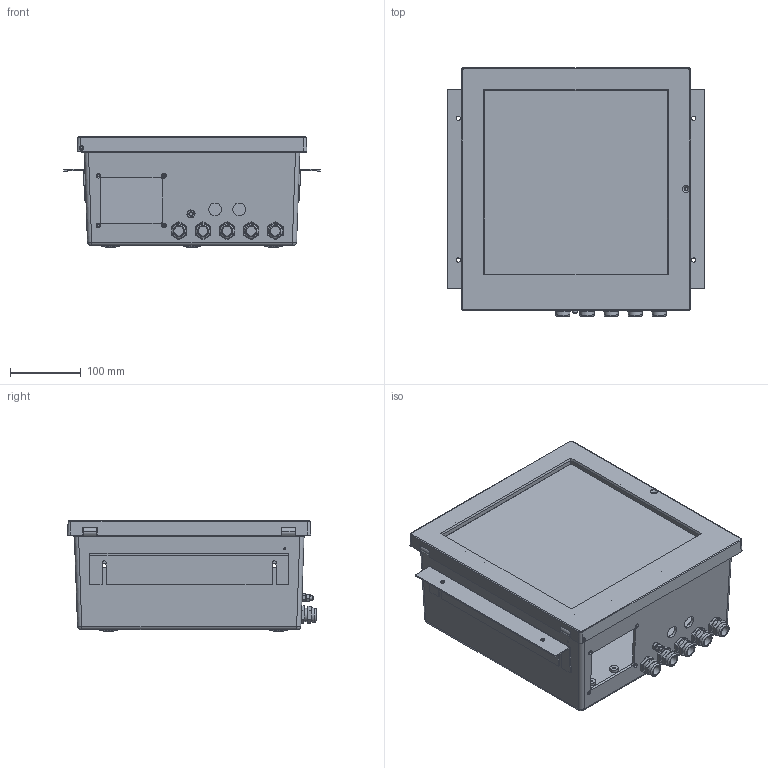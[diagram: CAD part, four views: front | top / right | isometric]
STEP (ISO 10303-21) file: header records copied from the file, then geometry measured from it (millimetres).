
FILE_DESCRIPTION (( 'STEP AP214' ), '1' );
FILE_NAME ('EN101C-SA cabinet assy.STEP', '2015-11-05T15:10:36', ( '' ), ( '' ), 'SwSTEP 2.0', 'SolidWorks 2015', '' );
FILE_SCHEMA (( 'AUTOMOTIVE_DESIGN' ));
Length unit declared in the file: millimetre
Products named in the file (1): EN101C-SA cabinet assy
Bounding box: 362.3 x 350.89 x 155.3 mm (x, y, z)
Volume: 1676726.1 mm3; surface area: 914574.3 mm2
Topology: 21 solids, 21 shells, 641 faces, 1540 edges, 992 vertices
Faces by surface type: plane 315, cylinder 230, cone 73, bspline 12, torus 11
Full cylindrical faces by diameter (mm): 2.5 x36, 3 x7, 3.1 x2, 3.2 x4, 3.3 x3, 4 x3, 4.2 x1, 5 x2, 5.5 x1, 6 x7, 6.2 x4, 6.5 x1, 7.6 x1, 8 x3, 8.2 x8, 10 x3, 10.4 x1, 12 x9, 14 x5, 18 x7, 18.5 x4, 19 x16, 20 x5, 20.2 x5, 25 x6, 27 x1, 38 x1
Entity records: 24861 total; most frequent: CARTESIAN_POINT 3534, DIRECTION 2938, ORIENTED_EDGE 2526, EDGE_CURVE 1263, AXIS2_PLACEMENT_3D 1123, EDGE_LOOP 1010, VERTEX_POINT 923, FACE_OUTER_BOUND 798
